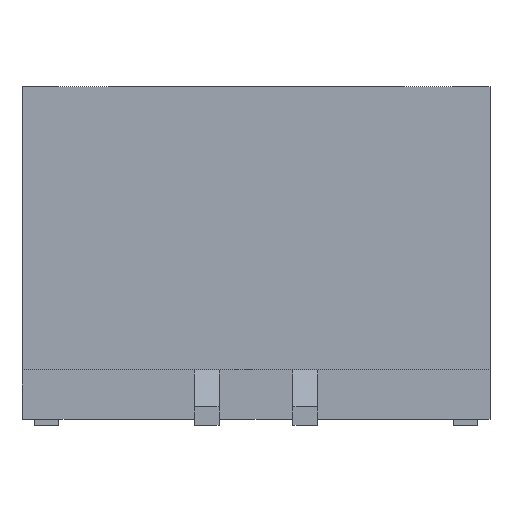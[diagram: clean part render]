
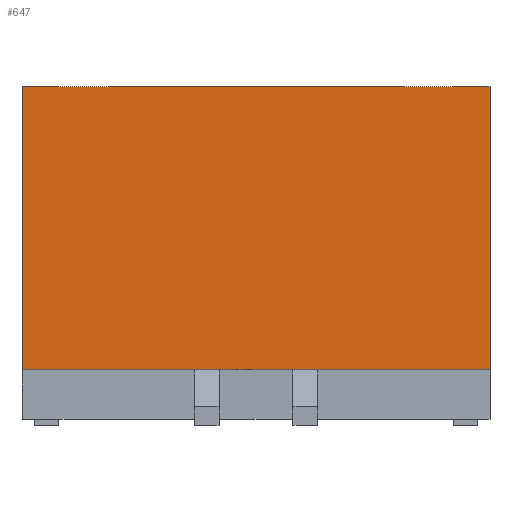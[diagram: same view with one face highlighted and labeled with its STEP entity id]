
A CAD part, front view. The second image highlights one B-rep face of the part: STEP entity #647.
In plain terms, the highlighted planar face has unit normal (0, -1, 0).
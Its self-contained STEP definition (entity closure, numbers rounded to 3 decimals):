
#86 = VERTEX_POINT ( 'NONE', #924 ) ;
#98 = DIRECTION ( 'NONE',  ( 0., 1., 0. ) ) ;
#174 = VERTEX_POINT ( 'NONE', #1011 ) ;
#229 = LINE ( 'NONE', #664, #527 ) ;
#253 = CARTESIAN_POINT ( 'NONE',  ( -1.9, -1., 2.7 ) ) ;
#453 = EDGE_LOOP ( 'NONE', ( #2283, #1456, #1772, #966 ) ) ;
#485 = VERTEX_POINT ( 'NONE', #597 ) ;
#527 = VECTOR ( 'NONE', #2384, 1000. ) ;
#597 = CARTESIAN_POINT ( 'NONE',  ( 1.9, -1., 2.7 ) ) ;
#646 = CARTESIAN_POINT ( 'NONE',  ( 1.9, -1., 2.7 ) ) ;
#647 = ADVANCED_FACE ( 'NONE', ( #1602 ), #2070, .F. ) ;
#664 = CARTESIAN_POINT ( 'NONE',  ( -1.9, -1., 2.7 ) ) ;
#695 = DIRECTION ( 'NONE',  ( 1., 0., 0. ) ) ;
#924 = CARTESIAN_POINT ( 'NONE',  ( -1.9, -1., 2.7 ) ) ;
#927 = AXIS2_PLACEMENT_3D ( 'NONE', #1379, #98, #2254 ) ;
#966 = ORIENTED_EDGE ( 'NONE', *, *, #2177, .F. ) ;
#1011 = CARTESIAN_POINT ( 'NONE',  ( 1.9, -1., 0.4 ) ) ;
#1074 = LINE ( 'NONE', #253, #1303 ) ;
#1086 = DIRECTION ( 'NONE',  ( 0., 0., -1. ) ) ;
#1135 = EDGE_CURVE ( 'NONE', #86, #2458, #229, .T. ) ;
#1303 = VECTOR ( 'NONE', #695, 1000. ) ;
#1379 = CARTESIAN_POINT ( 'NONE',  ( -1.9, -1., 2.7 ) ) ;
#1443 = CARTESIAN_POINT ( 'NONE',  ( -1.9, -1., 0.4 ) ) ;
#1456 = ORIENTED_EDGE ( 'NONE', *, *, #2418, .T. ) ;
#1602 = FACE_OUTER_BOUND ( 'NONE', #453, .T. ) ;
#1739 = LINE ( 'NONE', #646, #2462 ) ;
#1772 = ORIENTED_EDGE ( 'NONE', *, *, #1930, .F. ) ;
#1821 = VECTOR ( 'NONE', #2578, 1000. ) ;
#1930 = EDGE_CURVE ( 'NONE', #485, #174, #1739, .T. ) ;
#2070 = PLANE ( 'NONE',  #927 ) ;
#2177 = EDGE_CURVE ( 'NONE', #86, #485, #1074, .T. ) ;
#2254 = DIRECTION ( 'NONE',  ( 0., 0., 1. ) ) ;
#2283 = ORIENTED_EDGE ( 'NONE', *, *, #1135, .T. ) ;
#2384 = DIRECTION ( 'NONE',  ( 0., 0., -1. ) ) ;
#2418 = EDGE_CURVE ( 'NONE', #2458, #174, #2762, .T. ) ;
#2458 = VERTEX_POINT ( 'NONE', #1443 ) ;
#2462 = VECTOR ( 'NONE', #1086, 1000. ) ;
#2519 = CARTESIAN_POINT ( 'NONE',  ( -1.9, -1., 0.4 ) ) ;
#2578 = DIRECTION ( 'NONE',  ( 1., 0., 0. ) ) ;
#2762 = LINE ( 'NONE', #2519, #1821 ) ;
